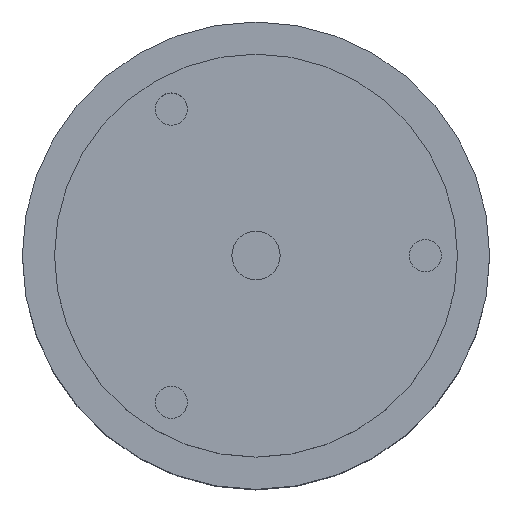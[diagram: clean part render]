
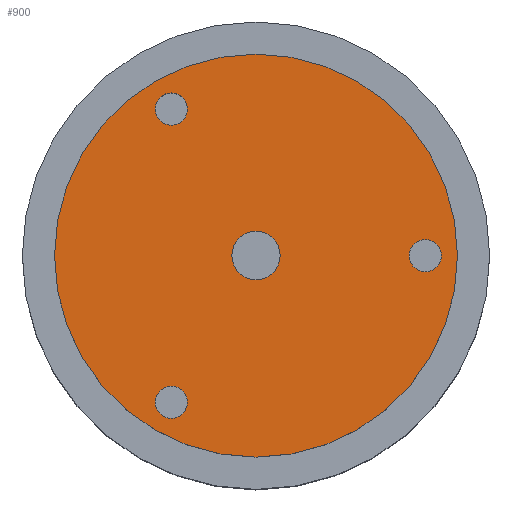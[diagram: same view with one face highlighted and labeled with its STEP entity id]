
A CAD part, top view. The second image highlights one B-rep face of the part: STEP entity #900.
In plain terms, the highlighted planar face has unit normal (0, 0, 1).
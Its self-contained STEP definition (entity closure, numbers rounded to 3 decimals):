
#175=CARTESIAN_POINT('',(0.,0.,28.));
#176=DIRECTION('',(0.,0.,1.));
#177=DIRECTION('',(1.,0.,0.));
#178=AXIS2_PLACEMENT_3D('',#175,#176,#177);
#197=CARTESIAN_POINT('',(0.,0.,28.));
#198=DIRECTION('',(0.,0.,-1.));
#199=DIRECTION('',(1.,0.,0.));
#200=AXIS2_PLACEMENT_3D('',#197,#198,#199);
#205=CARTESIAN_POINT('',(0.,0.,28.));
#206=DIRECTION('',(0.,0.,1.));
#207=DIRECTION('',(1.,0.,0.));
#208=AXIS2_PLACEMENT_3D('',#205,#206,#207);
#213=CARTESIAN_POINT('',(0.,0.,28.));
#214=DIRECTION('',(0.,0.,1.));
#215=DIRECTION('',(-1.,0.,0.));
#216=AXIS2_PLACEMENT_3D('',#213,#214,#215);
#221=CARTESIAN_POINT('',(21.,0.,28.));
#222=DIRECTION('',(0.,0.,1.));
#223=DIRECTION('',(-1.,0.,0.));
#224=AXIS2_PLACEMENT_3D('',#221,#222,#223);
#229=CARTESIAN_POINT('',(21.,0.,28.));
#230=DIRECTION('',(0.,0.,1.));
#231=DIRECTION('',(1.,0.,0.));
#232=AXIS2_PLACEMENT_3D('',#229,#230,#231);
#237=CARTESIAN_POINT('',(-10.5,-18.187,28.));
#238=DIRECTION('',(0.,0.,1.));
#239=DIRECTION('',(-1.,0.,0.));
#240=AXIS2_PLACEMENT_3D('',#237,#238,#239);
#245=CARTESIAN_POINT('',(-10.5,-18.187,28.));
#246=DIRECTION('',(0.,0.,1.));
#247=DIRECTION('',(1.,0.,0.));
#248=AXIS2_PLACEMENT_3D('',#245,#246,#247);
#253=CARTESIAN_POINT('',(-10.5,18.187,28.));
#254=DIRECTION('',(0.,0.,1.));
#255=DIRECTION('',(-1.,0.,0.));
#256=AXIS2_PLACEMENT_3D('',#253,#254,#255);
#261=CARTESIAN_POINT('',(-10.5,18.187,28.));
#262=DIRECTION('',(0.,0.,1.));
#263=DIRECTION('',(1.,0.,0.));
#264=AXIS2_PLACEMENT_3D('',#261,#262,#263);
#477=CARTESIAN_POINT('',(3.,0.,28.));
#478=VERTEX_POINT('',#477);
#479=CARTESIAN_POINT('',(-3.,0.,28.));
#480=VERTEX_POINT('',#479);
#493=CARTESIAN_POINT('',(19.,0.,28.));
#494=VERTEX_POINT('',#493);
#495=CARTESIAN_POINT('',(23.,0.,28.));
#496=VERTEX_POINT('',#495);
#497=CARTESIAN_POINT('',(-12.5,-18.187,28.));
#498=VERTEX_POINT('',#497);
#499=CARTESIAN_POINT('',(-8.5,-18.187,28.));
#500=VERTEX_POINT('',#499);
#501=CARTESIAN_POINT('',(-12.5,18.187,28.));
#502=VERTEX_POINT('',#501);
#503=CARTESIAN_POINT('',(-8.5,18.187,28.));
#504=VERTEX_POINT('',#503);
#521=CARTESIAN_POINT('',(25.,0.,28.));
#523=VERTEX_POINT('',#521);
#529=CARTESIAN_POINT('',(-25.,0.,28.));
#531=VERTEX_POINT('',#529);
#867=CARTESIAN_POINT('',(0.,0.,28.));
#868=DIRECTION('',(0.,0.,1.));
#869=DIRECTION('',(-1.,0.,0.));
#870=AXIS2_PLACEMENT_3D('',#867,#868,#869);
#871=PLANE('',#870);
#872=ORIENTED_EDGE('',*,*,#850,.T.);
#873=ORIENTED_EDGE('',*,*,#822,.F.);
#874=EDGE_LOOP('',(#872,#873));
#875=FACE_OUTER_BOUND('',#874,.F.);
#877=ORIENTED_EDGE('',*,*,#876,.T.);
#879=ORIENTED_EDGE('',*,*,#878,.T.);
#880=EDGE_LOOP('',(#877,#879));
#881=FACE_BOUND('',#880,.F.);
#883=ORIENTED_EDGE('',*,*,#882,.T.);
#885=ORIENTED_EDGE('',*,*,#884,.T.);
#886=EDGE_LOOP('',(#883,#885));
#887=FACE_BOUND('',#886,.F.);
#889=ORIENTED_EDGE('',*,*,#888,.T.);
#891=ORIENTED_EDGE('',*,*,#890,.T.);
#892=EDGE_LOOP('',(#889,#891));
#893=FACE_BOUND('',#892,.F.);
#895=ORIENTED_EDGE('',*,*,#894,.T.);
#897=ORIENTED_EDGE('',*,*,#896,.T.);
#898=EDGE_LOOP('',(#895,#897));
#899=FACE_BOUND('',#898,.F.);
#179=CIRCLE('',#178,25.);
#201=CIRCLE('',#200,25.);
#209=CIRCLE('',#208,3.);
#217=CIRCLE('',#216,3.);
#225=CIRCLE('',#224,2.);
#233=CIRCLE('',#232,2.);
#241=CIRCLE('',#240,2.);
#249=CIRCLE('',#248,2.);
#257=CIRCLE('',#256,2.);
#265=CIRCLE('',#264,2.);
#822=EDGE_CURVE('',#523,#531,#179,.T.);
#850=EDGE_CURVE('',#523,#531,#201,.T.);
#876=EDGE_CURVE('',#478,#480,#209,.T.);
#878=EDGE_CURVE('',#480,#478,#217,.T.);
#882=EDGE_CURVE('',#494,#496,#225,.T.);
#884=EDGE_CURVE('',#496,#494,#233,.T.);
#888=EDGE_CURVE('',#498,#500,#241,.T.);
#890=EDGE_CURVE('',#500,#498,#249,.T.);
#894=EDGE_CURVE('',#502,#504,#257,.T.);
#896=EDGE_CURVE('',#504,#502,#265,.T.);
#900=ADVANCED_FACE('',(#875,#881,#887,#893,#899),#871,.T.);
